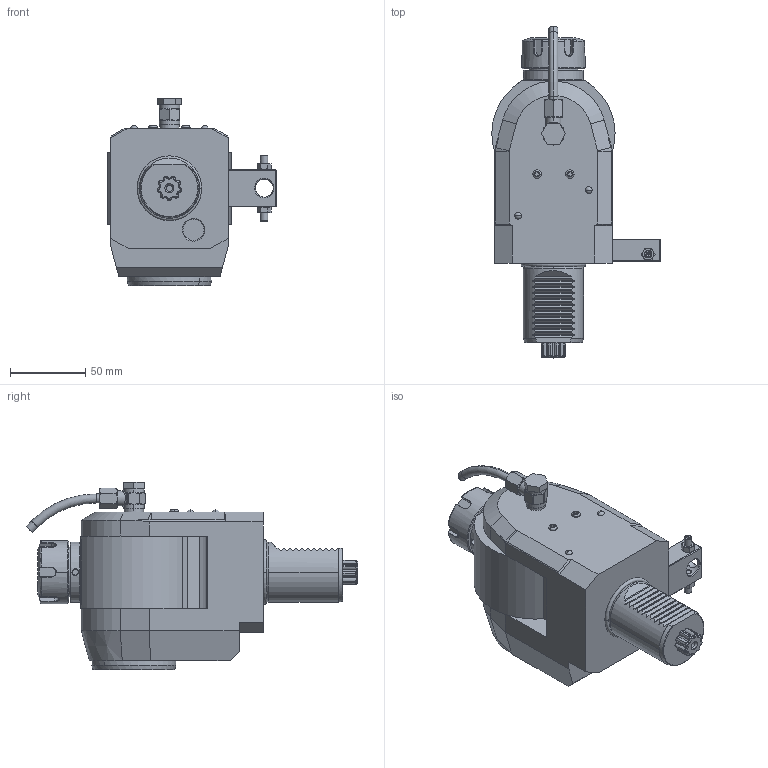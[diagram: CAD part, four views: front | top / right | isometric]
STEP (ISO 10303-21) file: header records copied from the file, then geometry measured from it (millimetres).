
FILE_DESCRIPTION((''),'2;1');
FILE_NAME('NGT1_40_511_25_2','2019-08-03T',('vali'),('NOVA GRUP'),'PRO/ENGINEER BY PARAMETRIC TECHNOLOGY CORPORATION, 2010280','PRO/ENGINEER BY PARAMETRIC TECHNOLOGY CORPORATION, 2010280','');
FILE_SCHEMA(('CONFIG_CONTROL_DESIGN'));
Length unit declared in the file: millimetre
Products named in the file (1): NGT1_40_511_25_2
Bounding box: 111.99 x 220.67 x 124.9 mm (x, y, z)
Volume: 920612.1 mm3; surface area: 82365.1 mm2
Topology: 1 solids, 3 shells, 621 faces, 1565 edges, 967 vertices
Faces by surface type: plane 244, cylinder 179, cone 80, bspline 78, torus 36, sphere 4
Entity records: 28005 total; most frequent: CARTESIAN_POINT 14025, ORIENTED_EDGE 3098, DIRECTION 2568, EDGE_CURVE 1549, VERTEX_POINT 967, AXIS2_PLACEMENT_3D 921, VECTOR 726, LINE 726
